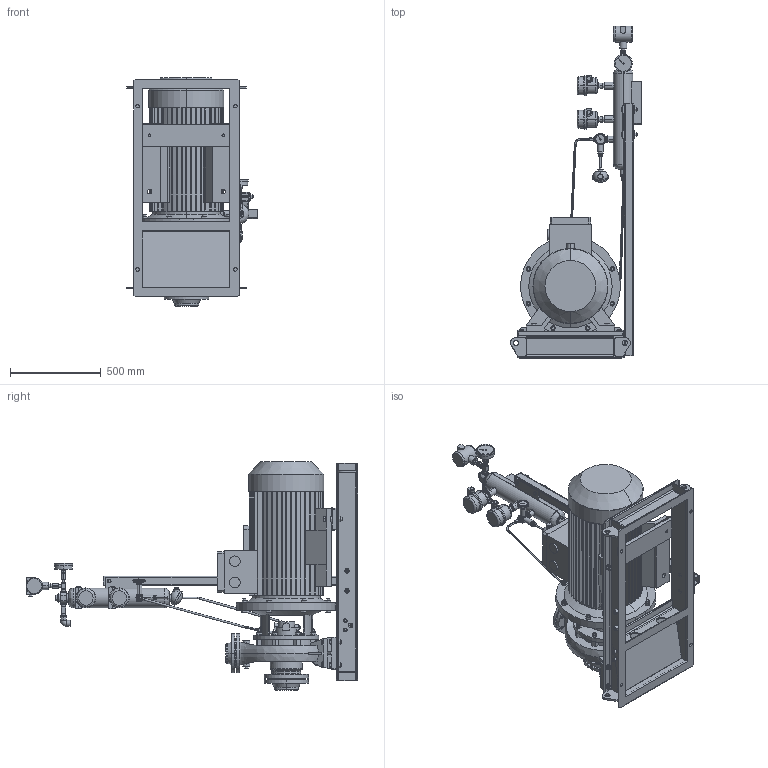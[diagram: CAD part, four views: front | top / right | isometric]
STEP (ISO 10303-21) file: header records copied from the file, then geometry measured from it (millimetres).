
FILE_DESCRIPTION (( 'STEP AP203' ), '1' );
FILE_NAME ('221-220-55Ò-ÐÑ2-21-02.step', '2023-07-26T16:04:28', ( 'adb' ), ( '' ), 'SwSTEP 2.0', 'SolidWorks 2016', '' );
FILE_SCHEMA (( 'CONFIG_CONTROL_DESIGN' ));
Products named in the file (1): 221-220-55Ò-ÐÑ2-21-02
Bounding box: 720.8 x 1830.5 x 1258 mm (x, y, z)
Volume: 148252375.9 mm3; surface area: 8915242.4 mm2
Topology: 32 solids, 52 shells, 3382 faces, 8570 edges, 5525 vertices
Faces by surface type: plane 1750, cylinder 1214, cone 304, torus 65, bspline 39, sphere 10
Entity records: 118224 total; most frequent: CARTESIAN_POINT 35793, DIRECTION 17317, ORIENTED_EDGE 17108, EDGE_CURVE 8554, AXIS2_PLACEMENT_3D 6512, VERTEX_POINT 5519, VECTOR 4293, LINE 4293
